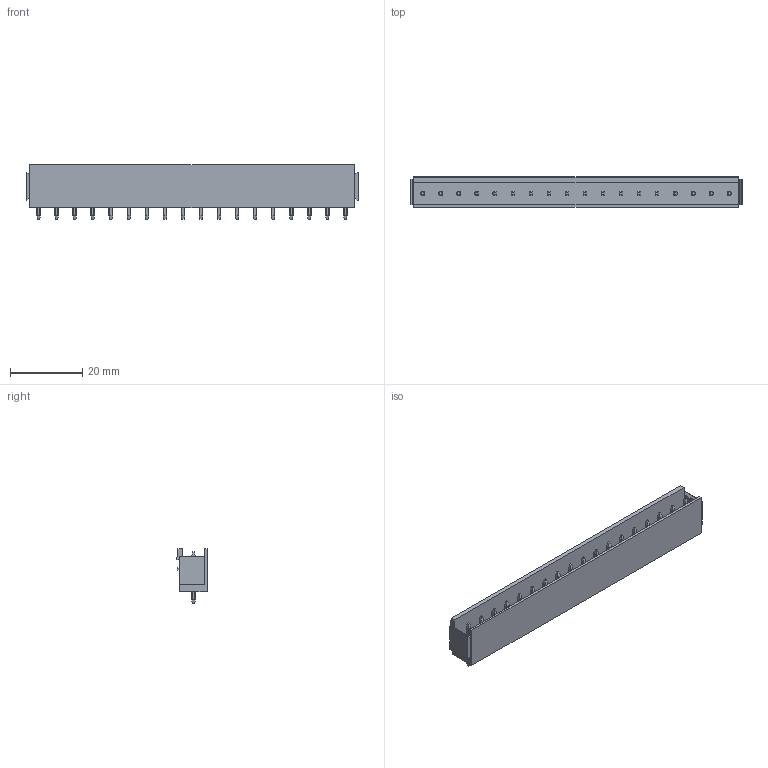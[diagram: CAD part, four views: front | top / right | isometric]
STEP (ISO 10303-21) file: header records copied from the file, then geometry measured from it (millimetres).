
FILE_DESCRIPTION(('CATIA V5 STEP Exchange','CAx-IF Rec.Pracs.--- Model Styling and Organization---1.2---2011-12-15'),'2;1');
FILE_NAME ('D1452975_0_1581940000_1581940000.stp','2018-10-12T04:41:08+00:00',('none'),('Weidmueller'),'CATIA Version 5-6 Release 2014','CATIA V5 STEP AP214','none');
FILE_SCHEMA(('AUTOMOTIVE_DESIGN { 1 0 10303 214 1 1 1 1 }'));
Length unit declared in the file: millimetre
Products named in the file (1): 1581940000
Bounding box: 92 x 8.43 x 15.2 mm (x, y, z)
Volume: 4063.4 mm3; surface area: 6705.9 mm2
Topology: 19 solids, 19 shells, 515 faces, 1419 edges, 942 vertices
Faces by surface type: plane 369, cylinder 146
Entity records: 15345 total; most frequent: CARTESIAN_POINT 3734, ORIENTED_EDGE 2838, DIRECTION 1643, EDGE_CURVE 1419, VECTOR 979, LINE 979, VERTEX_POINT 942, EDGE_LOOP 551
